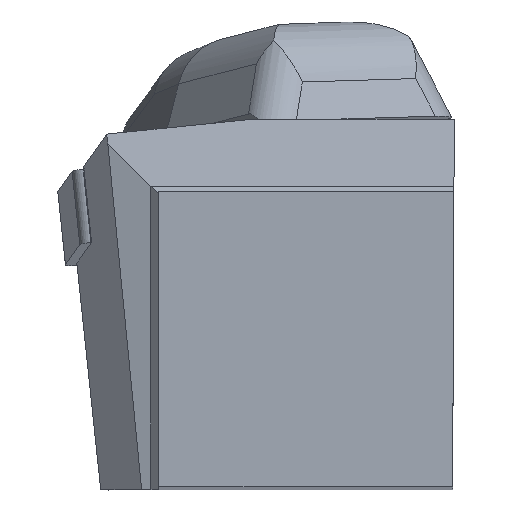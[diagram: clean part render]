
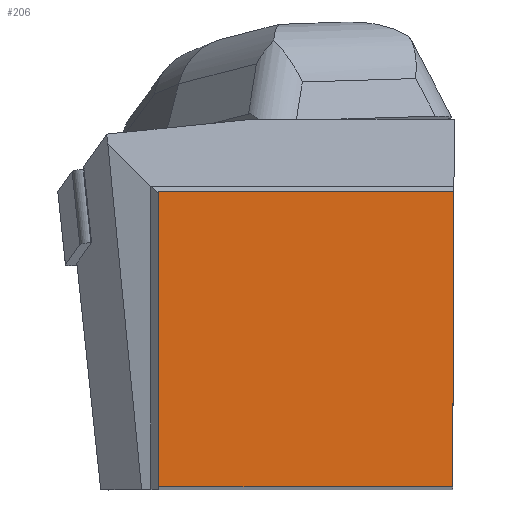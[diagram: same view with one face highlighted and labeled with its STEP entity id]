
A CAD part, top view. The second image highlights one B-rep face of the part: STEP entity #206.
In plain terms, the highlighted planar face has unit normal (0, 0, 1).
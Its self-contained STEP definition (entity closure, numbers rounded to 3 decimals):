
#143=FACE_OUTER_BOUND('',#595,.T.);
#206=ADVANCED_FACE('BLANK_BOXF006',(#143),#263,.F.);
#263=PLANE('',#1400);
#348=LINE('',#2016,#480);
#354=LINE('',#2028,#486);
#361=LINE('',#2041,#493);
#362=LINE('',#2043,#494);
#480=VECTOR('',#1599,1.);
#486=VECTOR('',#1607,1.);
#493=VECTOR('',#1618,1.);
#494=VECTOR('',#1619,1.);
#595=EDGE_LOOP('',(#763,#764,#765,#766));
#763=ORIENTED_EDGE('',*,*,#1180,.F.);
#764=ORIENTED_EDGE('',*,*,#1173,.F.);
#765=ORIENTED_EDGE('',*,*,#1167,.F.);
#766=ORIENTED_EDGE('',*,*,#1181,.F.);
#1037=VERTEX_POINT('',#2015);
#1038=VERTEX_POINT('',#2017);
#1043=VERTEX_POINT('',#2029);
#1047=VERTEX_POINT('',#2042);
#1167=EDGE_CURVE('',#1037,#1038,#348,.T.);
#1173=EDGE_CURVE('',#1038,#1043,#354,.T.);
#1180=EDGE_CURVE('',#1043,#1047,#361,.T.);
#1181=EDGE_CURVE('',#1047,#1037,#362,.T.);
#1400=AXIS2_PLACEMENT_3D('',#2044,#1620,#1621);
#1599=DIRECTION('',(-0.004,-1.,0.));
#1607=DIRECTION('',(-1.,0.,0.));
#1618=DIRECTION('',(0.,1.,0.));
#1619=DIRECTION('',(1.,0.,0.));
#1620=DIRECTION('',(0.,0.,-1.));
#1621=DIRECTION('',(-1.,0.,0.));
#2015=CARTESIAN_POINT('',(0.,18.923,0.));
#2016=CARTESIAN_POINT('',(0.469,126.299,0.));
#2017=CARTESIAN_POINT('',(-0.083,0.,0.));
#2028=CARTESIAN_POINT('',(126.3,0.,0.));
#2029=CARTESIAN_POINT('',(-18.923,0.,0.));
#2041=CARTESIAN_POINT('',(-18.923,-126.3,0.));
#2042=CARTESIAN_POINT('',(-18.923,18.923,0.));
#2043=CARTESIAN_POINT('',(-126.3,18.923,0.));
#2044=CARTESIAN_POINT('',(-37.4,-5.,0.));
